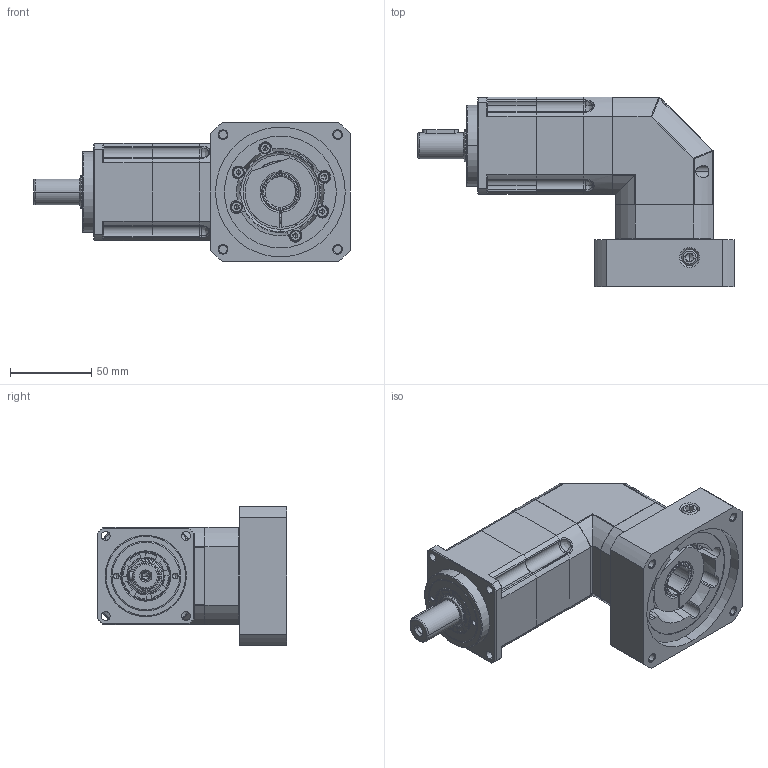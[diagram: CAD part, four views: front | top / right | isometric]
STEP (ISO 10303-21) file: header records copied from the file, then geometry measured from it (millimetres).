
FILE_DESCRIPTION (( 'STEP AP203' ), '1' );
FILE_NAME ('FABR060M1-L2-19-80-100-M6.STEP', '2021-04-28T06:50:59', ( '微软用户' ), ( '微软中国' ), 'SwSTEP 2.0', 'SolidWorks 2016', '' );
FILE_SCHEMA (( 'CONFIG_CONTROL_DESIGN' ));
Length unit declared in the file: millimetre
Products named in the file (14): FAB060D隅弇覃淕杶; 输入轴FABR060M1-19_1; FAB060D输出内齿圈壳体; 珨撰眻褒眊极FABR060D-21.04; FABR060M1-L2-19-80-100-M6; 4-输入端壳体FABR060M1_1; 坶踡遠23-43.5-12(1)_1; 7-怀堤傷褲极FABR060D_1; hexagon socket head cap screws gb_GB_FASTENER_SCREWS_HSHCS M4X16-N_4; A倰す瑩5-22_2; FAB060D-Z108一级内齿圈_1; 蚐猾20304_1; FABR060M1-L1-19-80-100-M6_2; FAB060D怀堤俴陎殤1_1
Assembly tree (18 placements, depth 2):
  FABR060M1-L2-19-80-100-M6
    4-输入端壳体FABR060M1_1
    7-怀堤傷褲极FABR060D_1
    A倰す瑩5-22_2
    蚐猾20304_1
    FAB060D怀堤俴陎殤1_1
    输入轴FABR060M1-19_1
    坶踡遠23-43.5-12(1)_1
    hexagon socket head cap screws gb_GB_FASTENER_SCREWS_HSHCS M4X16-N_4  x6
    FAB060D-Z108一级内齿圈_1
    FABR060M1-L1-19-80-100-M6_2
    FAB060D隅弇覃淕杶
    FAB060D输出内齿圈壳体
    珨撰眻褒眊极FABR060D-21.04
Bounding box: 195 x 117 x 86 mm (x, y, z)
Volume: 501190.8 mm3; surface area: 137416.7 mm2
Topology: 19 solids, 29 shells, 932 faces, 2255 edges, 1410 vertices
Faces by surface type: cylinder 388, plane 337, cone 127, bspline 66, torus 14
Entity records: 28552 total; most frequent: CARTESIAN_POINT 7866, DIRECTION 4169, ORIENTED_EDGE 3870, EDGE_CURVE 1947, AXIS2_PLACEMENT_3D 1666, VERTEX_POINT 1245, EDGE_LOOP 922, CIRCLE 893
